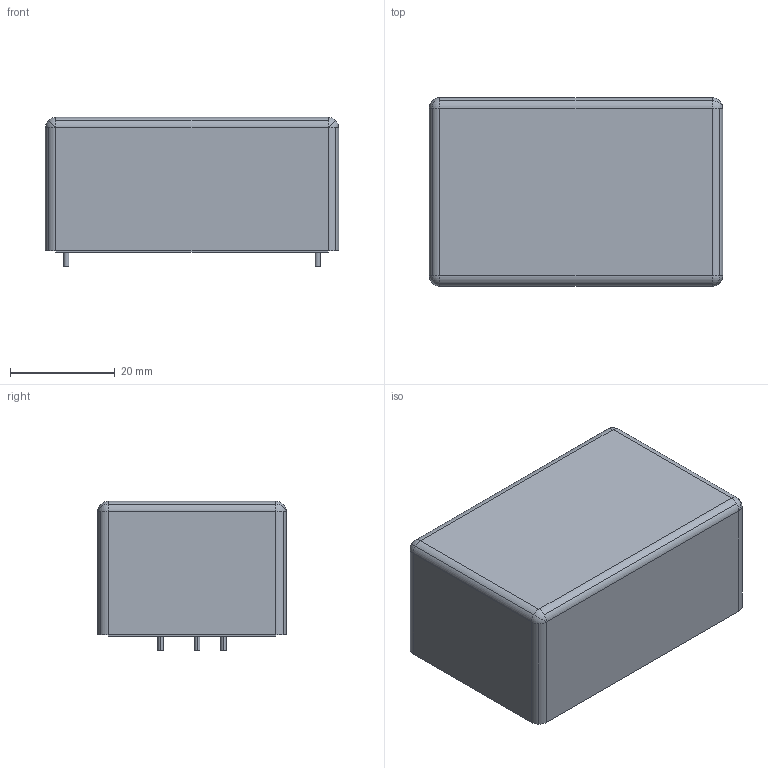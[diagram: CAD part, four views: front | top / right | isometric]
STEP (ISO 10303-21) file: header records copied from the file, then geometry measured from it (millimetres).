
FILE_DESCRIPTION(('FreeCAD Model'),'2;1');
FILE_NAME('Part_321_sp.step','2017-05-29T19:14:40',( 'kicad StepUp'),('ksu MCAD'),'Open CASCADE STEP processor 6.8', 'FreeCAD','Unknown');
FILE_SCHEMA(('AUTOMOTIVE_DESIGN_CC2 { 1 2 10303 214 -1 1 5 4 }'));
Length unit declared in the file: millimetre
Products named in the file (2): ASSEMBLY; Part_321_sp
Assembly tree (1 placements, depth 2):
  ASSEMBLY
    Part_321_sp
Bounding box: 56 x 36 x 28.5 mm (x, y, z)
Volume: 51620.8 mm3; surface area: 8552 mm2
Topology: 1 solids, 1 shells, 47 faces, 108 edges, 60 vertices
Faces by surface type: cylinder 24, plane 15, sphere 8
Entity records: 1627 total; most frequent: DIRECTION 250, CARTESIAN_POINT 209, ORIENTED_EDGE 200, AXIS2_PLACEMENT_3D 101, EDGE_CURVE 100, VERTEX_POINT 60, FACE_BOUND 52, EDGE_LOOP 52
